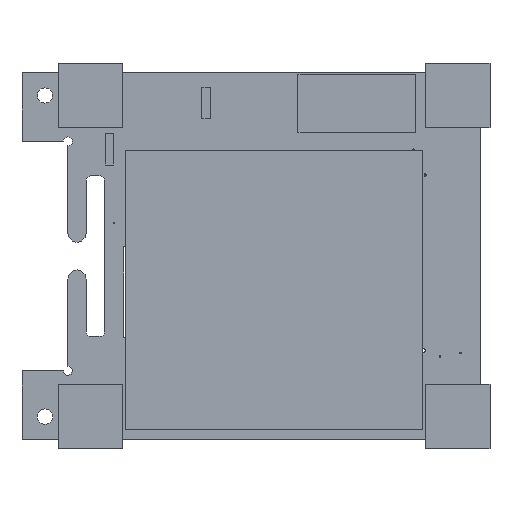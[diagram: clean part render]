
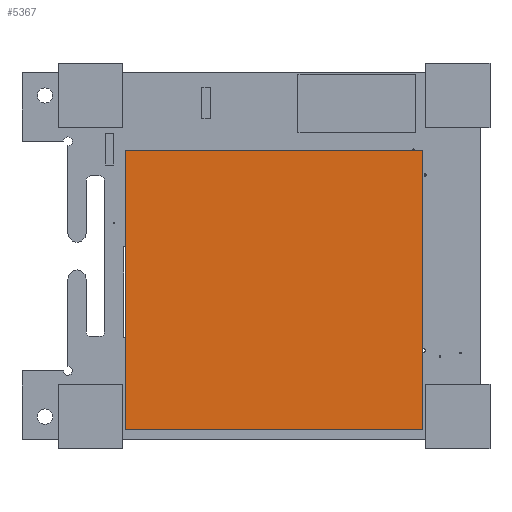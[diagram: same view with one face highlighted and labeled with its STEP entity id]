
A CAD part, top view. The second image highlights one B-rep face of the part: STEP entity #5367.
In plain terms, the highlighted planar face has unit normal (0, 0, 1).
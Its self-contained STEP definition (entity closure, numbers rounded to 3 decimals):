
#433=PLANE('',#5870);
#697=FACE_OUTER_BOUND('',#1011,.T.);
#1011=EDGE_LOOP('',(#4929,#4930,#4931,#4932));
#1615=LINE('',#8716,#2251);
#1618=LINE('',#8722,#2254);
#1621=LINE('',#8728,#2257);
#1624=LINE('',#8732,#2260);
#2251=VECTOR('',#7171,10.);
#2254=VECTOR('',#7176,10.);
#2257=VECTOR('',#7181,10.);
#2260=VECTOR('',#7186,10.);
#2835=VERTEX_POINT('',#8713);
#2836=VERTEX_POINT('',#8715);
#2838=VERTEX_POINT('',#8721);
#2840=VERTEX_POINT('',#8727);
#3535=EDGE_CURVE('',#2836,#2835,#1615,.T.);
#3538=EDGE_CURVE('',#2838,#2836,#1618,.T.);
#3541=EDGE_CURVE('',#2840,#2838,#1621,.T.);
#3544=EDGE_CURVE('',#2835,#2840,#1624,.T.);
#4929=ORIENTED_EDGE('',*,*,#3544,.T.);
#4930=ORIENTED_EDGE('',*,*,#3541,.T.);
#4931=ORIENTED_EDGE('',*,*,#3538,.T.);
#4932=ORIENTED_EDGE('',*,*,#3535,.T.);
#5367=ADVANCED_FACE('',(#697),#433,.T.);
#5870=AXIS2_PLACEMENT_3D('',#8733,#7187,#7188);
#7171=DIRECTION('',(-1.,0.,0.));
#7176=DIRECTION('',(0.,1.,0.));
#7181=DIRECTION('',(1.,0.,0.));
#7186=DIRECTION('',(0.,-1.,0.));
#7187=DIRECTION('center_axis',(0.,0.,1.));
#7188=DIRECTION('ref_axis',(1.,0.,0.));
#8713=CARTESIAN_POINT('',(-11.43,64.77,0.1));
#8715=CARTESIAN_POINT('',(49.53,64.77,0.1));
#8716=CARTESIAN_POINT('',(49.53,64.77,0.1));
#8721=CARTESIAN_POINT('',(49.53,0.,0.1));
#8722=CARTESIAN_POINT('',(49.53,0.,0.1));
#8727=CARTESIAN_POINT('',(-11.43,0.,0.1));
#8728=CARTESIAN_POINT('',(-11.43,0.,0.1));
#8732=CARTESIAN_POINT('',(-11.43,64.77,0.1));
#8733=CARTESIAN_POINT('Origin',(19.05,32.385,0.1));
